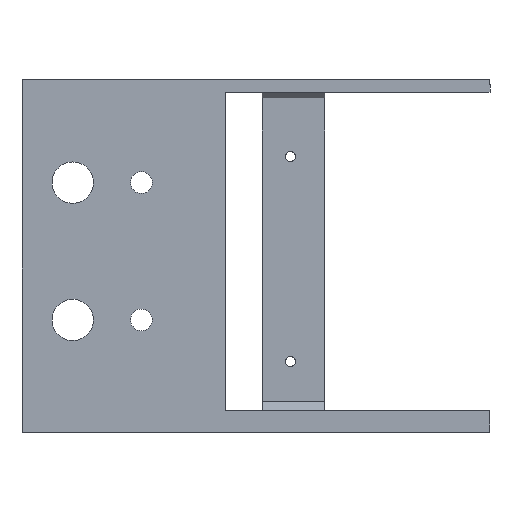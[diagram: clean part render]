
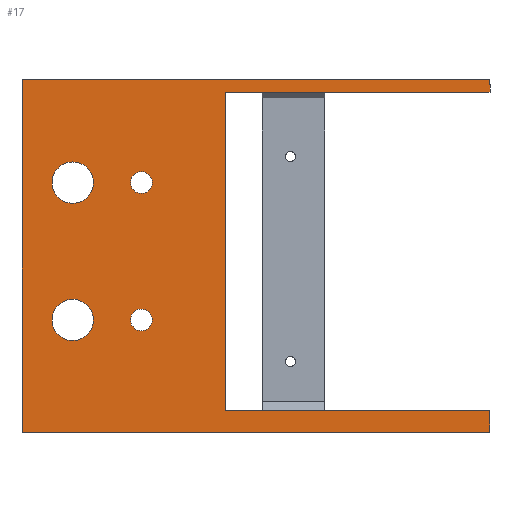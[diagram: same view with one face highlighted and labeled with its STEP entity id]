
A CAD part, top view. The second image highlights one B-rep face of the part: STEP entity #17.
In plain terms, the highlighted planar face has unit normal (0, 0, 1).
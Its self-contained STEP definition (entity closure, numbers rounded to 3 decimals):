
#17 = ADVANCED_FACE('',(#18,#84,#95,#106,#117),#128,.T.);
#18 = FACE_BOUND('',#19,.T.);
#19 = EDGE_LOOP('',(#20,#30,#38,#46,#54,#62,#70,#78));
#20 = ORIENTED_EDGE('',*,*,#21,.F.);
#21 = EDGE_CURVE('',#22,#24,#26,.T.);
#22 = VERTEX_POINT('',#23);
#23 = CARTESIAN_POINT('',(-150.,-11.,51.));
#24 = VERTEX_POINT('',#25);
#25 = CARTESIAN_POINT('',(-150.,102.,51.));
#26 = LINE('',#27,#28);
#27 = CARTESIAN_POINT('',(-150.,-11.,51.));
#28 = VECTOR('',#29,1.);
#29 = DIRECTION('',(0.,1.,0.));
#30 = ORIENTED_EDGE('',*,*,#31,.T.);
#31 = EDGE_CURVE('',#22,#32,#34,.T.);
#32 = VERTEX_POINT('',#33);
#33 = CARTESIAN_POINT('',(-0.05,-11.,51.));
#34 = LINE('',#35,#36);
#35 = CARTESIAN_POINT('',(-150.,-11.,51.));
#36 = VECTOR('',#37,1.);
#37 = DIRECTION('',(1.,0.,0.));
#38 = ORIENTED_EDGE('',*,*,#39,.T.);
#39 = EDGE_CURVE('',#32,#40,#42,.T.);
#40 = VERTEX_POINT('',#41);
#41 = CARTESIAN_POINT('',(-0.05,-4.,51.));
#42 = LINE('',#43,#44);
#43 = CARTESIAN_POINT('',(-0.05,22.,51.));
#44 = VECTOR('',#45,1.);
#45 = DIRECTION('',(0.,1.,0.));
#46 = ORIENTED_EDGE('',*,*,#47,.T.);
#47 = EDGE_CURVE('',#40,#48,#50,.T.);
#48 = VERTEX_POINT('',#49);
#49 = CARTESIAN_POINT('',(-84.75,-4.,51.));
#50 = LINE('',#51,#52);
#51 = CARTESIAN_POINT('',(83.25,-4.,51.));
#52 = VECTOR('',#53,1.);
#53 = DIRECTION('',(-1.,0.,0.));
#54 = ORIENTED_EDGE('',*,*,#55,.T.);
#55 = EDGE_CURVE('',#48,#56,#58,.T.);
#56 = VERTEX_POINT('',#57);
#57 = CARTESIAN_POINT('',(-84.75,98.,51.));
#58 = LINE('',#59,#60);
#59 = CARTESIAN_POINT('',(-84.75,-4.,51.));
#60 = VECTOR('',#61,1.);
#61 = DIRECTION('',(0.,1.,0.));
#62 = ORIENTED_EDGE('',*,*,#63,.T.);
#63 = EDGE_CURVE('',#56,#64,#66,.T.);
#64 = VERTEX_POINT('',#65);
#65 = CARTESIAN_POINT('',(-0.05,98.,51.));
#66 = LINE('',#67,#68);
#67 = CARTESIAN_POINT('',(-84.75,98.,51.));
#68 = VECTOR('',#69,1.);
#69 = DIRECTION('',(1.,0.,0.));
#70 = ORIENTED_EDGE('',*,*,#71,.T.);
#71 = EDGE_CURVE('',#64,#72,#74,.T.);
#72 = VERTEX_POINT('',#73);
#73 = CARTESIAN_POINT('',(-0.05,102.,51.));
#74 = LINE('',#75,#76);
#75 = CARTESIAN_POINT('',(-0.05,22.,51.));
#76 = VECTOR('',#77,1.);
#77 = DIRECTION('',(0.,1.,0.));
#78 = ORIENTED_EDGE('',*,*,#79,.F.);
#79 = EDGE_CURVE('',#24,#72,#80,.T.);
#80 = LINE('',#81,#82);
#81 = CARTESIAN_POINT('',(-150.,102.,51.));
#82 = VECTOR('',#83,1.);
#83 = DIRECTION('',(1.,0.,0.));
#84 = FACE_BOUND('',#85,.T.);
#85 = EDGE_LOOP('',(#86));
#86 = ORIENTED_EDGE('',*,*,#87,.F.);
#87 = EDGE_CURVE('',#88,#88,#90,.T.);
#88 = VERTEX_POINT('',#89);
#89 = CARTESIAN_POINT('',(-108.25,25.,51.));
#90 = CIRCLE('',#91,3.5);
#91 = AXIS2_PLACEMENT_3D('',#92,#93,#94);
#92 = CARTESIAN_POINT('',(-111.75,25.,51.));
#93 = DIRECTION('',(0.,0.,1.));
#94 = DIRECTION('',(1.,0.,0.));
#95 = FACE_BOUND('',#96,.T.);
#96 = EDGE_LOOP('',(#97));
#97 = ORIENTED_EDGE('',*,*,#98,.F.);
#98 = EDGE_CURVE('',#99,#99,#101,.T.);
#99 = VERTEX_POINT('',#100);
#100 = CARTESIAN_POINT('',(-127.125,25.,51.));
#101 = CIRCLE('',#102,6.625);
#102 = AXIS2_PLACEMENT_3D('',#103,#104,#105);
#103 = CARTESIAN_POINT('',(-133.75,25.,51.));
#104 = DIRECTION('',(0.,0.,1.));
#105 = DIRECTION('',(1.,0.,0.));
#106 = FACE_BOUND('',#107,.T.);
#107 = EDGE_LOOP('',(#108));
#108 = ORIENTED_EDGE('',*,*,#109,.F.);
#109 = EDGE_CURVE('',#110,#110,#112,.T.);
#110 = VERTEX_POINT('',#111);
#111 = CARTESIAN_POINT('',(-108.25,69.,51.));
#112 = CIRCLE('',#113,3.5);
#113 = AXIS2_PLACEMENT_3D('',#114,#115,#116);
#114 = CARTESIAN_POINT('',(-111.75,69.,51.));
#115 = DIRECTION('',(0.,0.,1.));
#116 = DIRECTION('',(1.,0.,0.));
#117 = FACE_BOUND('',#118,.T.);
#118 = EDGE_LOOP('',(#119));
#119 = ORIENTED_EDGE('',*,*,#120,.F.);
#120 = EDGE_CURVE('',#121,#121,#123,.T.);
#121 = VERTEX_POINT('',#122);
#122 = CARTESIAN_POINT('',(-127.125,69.,51.));
#123 = CIRCLE('',#124,6.625);
#124 = AXIS2_PLACEMENT_3D('',#125,#126,#127);
#125 = CARTESIAN_POINT('',(-133.75,69.,51.));
#126 = DIRECTION('',(0.,0.,1.));
#127 = DIRECTION('',(1.,0.,0.));
#128 = PLANE('',#129);
#129 = AXIS2_PLACEMENT_3D('',#130,#131,#132);
#130 = CARTESIAN_POINT('',(-150.,-11.,51.));
#131 = DIRECTION('',(0.,0.,1.));
#132 = DIRECTION('',(0.,1.,0.));
